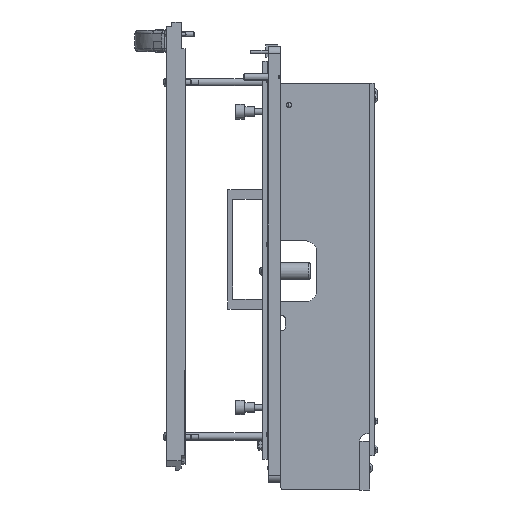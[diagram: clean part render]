
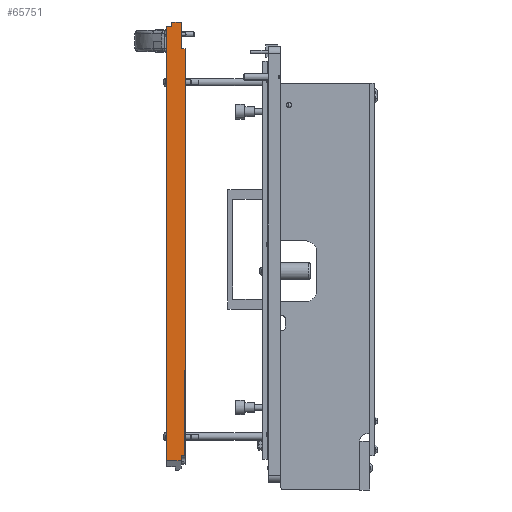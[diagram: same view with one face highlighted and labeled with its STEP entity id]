
A CAD part, left-side view. The second image highlights one B-rep face of the part: STEP entity #65751.
In plain terms, the highlighted face is planar.
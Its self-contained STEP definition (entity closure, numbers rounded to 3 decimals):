
#893 = DIRECTION ( 'NONE',  ( 0., -1., 0. ) ) ;
#1607 = DIRECTION ( 'NONE',  ( 0., 0., 1. ) ) ;
#2989 = VECTOR ( 'NONE', #40597, 1000. ) ;
#3726 = ORIENTED_EDGE ( 'NONE', *, *, #12344, .F. ) ;
#4233 = CARTESIAN_POINT ( 'NONE',  ( 303., 7.5, -179.55 ) ) ;
#4636 = CARTESIAN_POINT ( 'NONE',  ( 303., -4.3, 171.55 ) ) ;
#5177 = LINE ( 'NONE', #14390, #21131 ) ;
#5754 = LINE ( 'NONE', #4233, #75930 ) ;
#8103 = CARTESIAN_POINT ( 'NONE',  ( 303., 7.5, 175.55 ) ) ;
#9995 = EDGE_CURVE ( 'NONE', #95660, #100302, #5754, .T. ) ;
#10876 = EDGE_CURVE ( 'NONE', #95660, #87633, #58473, .T. ) ;
#11979 = CARTESIAN_POINT ( 'NONE',  ( 303., -7.5, 101.55 ) ) ;
#12344 = EDGE_CURVE ( 'NONE', #41884, #68788, #13577, .T. ) ;
#13265 = LINE ( 'NONE', #85280, #89496 ) ;
#13577 = LINE ( 'NONE', #49667, #34427 ) ;
#14390 = CARTESIAN_POINT ( 'NONE',  ( 303., -7.4, 101.55 ) ) ;
#14533 = LINE ( 'NONE', #35685, #73688 ) ;
#14570 = DIRECTION ( 'NONE',  ( 0., -1., 0. ) ) ;
#15073 = ORIENTED_EDGE ( 'NONE', *, *, #55618, .F. ) ;
#17236 = ORIENTED_EDGE ( 'NONE', *, *, #10876, .T. ) ;
#17843 = DIRECTION ( 'NONE',  ( -1., 0., 0. ) ) ;
#18660 = DIRECTION ( 'NONE',  ( 0., 0., 1. ) ) ;
#18915 = ORIENTED_EDGE ( 'NONE', *, *, #97067, .T. ) ;
#19175 = ORIENTED_EDGE ( 'NONE', *, *, #88135, .T. ) ;
#19545 = DIRECTION ( 'NONE',  ( 0., 0., -1. ) ) ;
#20636 = CARTESIAN_POINT ( 'NONE',  ( 303., -4.3, 171.55 ) ) ;
#21131 = VECTOR ( 'NONE', #893, 1000. ) ;
#23403 = EDGE_CURVE ( 'NONE', #99741, #41796, #46004, .T. ) ;
#24974 = CARTESIAN_POINT ( 'NONE',  ( 303., 7.5, 183.55 ) ) ;
#25989 = ORIENTED_EDGE ( 'NONE', *, *, #34440, .T. ) ;
#27420 = ORIENTED_EDGE ( 'NONE', *, *, #61479, .F. ) ;
#30958 = CARTESIAN_POINT ( 'NONE',  ( 303., 12.253, 171.55 ) ) ;
#32917 = CARTESIAN_POINT ( 'NONE',  ( 303., -7.4, 101.55 ) ) ;
#33205 = EDGE_CURVE ( 'NONE', #100302, #56166, #95267, .T. ) ;
#33261 = PLANE ( 'NONE',  #80546 ) ;
#34427 = VECTOR ( 'NONE', #18660, 1000. ) ;
#34440 = EDGE_CURVE ( 'NONE', #63576, #68788, #83704, .T. ) ;
#35685 = CARTESIAN_POINT ( 'NONE',  ( 303., -7.5, 183.55 ) ) ;
#40218 = LINE ( 'NONE', #4636, #100500 ) ;
#40597 = DIRECTION ( 'NONE',  ( 0., 0., -1. ) ) ;
#40936 = CARTESIAN_POINT ( 'NONE',  ( 303., 3.2, -183.55 ) ) ;
#41796 = VERTEX_POINT ( 'NONE', #86941 ) ;
#41884 = VERTEX_POINT ( 'NONE', #32917 ) ;
#44645 = FACE_OUTER_BOUND ( 'NONE', #69120, .T. ) ;
#46004 = LINE ( 'NONE', #95672, #66997 ) ;
#47155 = ORIENTED_EDGE ( 'NONE', *, *, #9995, .F. ) ;
#47601 = DIRECTION ( 'NONE',  ( 0., 0., 1. ) ) ;
#49667 = CARTESIAN_POINT ( 'NONE',  ( 303., -7.4, 183.55 ) ) ;
#51012 = ORIENTED_EDGE ( 'NONE', *, *, #23403, .F. ) ;
#52580 = ORIENTED_EDGE ( 'NONE', *, *, #62998, .T. ) ;
#53471 = VECTOR ( 'NONE', #1607, 1000. ) ;
#54505 = CARTESIAN_POINT ( 'NONE',  ( 303., -4.3, -183.55 ) ) ;
#55618 = EDGE_CURVE ( 'NONE', #41796, #72415, #86672, .T. ) ;
#56166 = VERTEX_POINT ( 'NONE', #90566 ) ;
#58473 = LINE ( 'NONE', #24974, #53471 ) ;
#58758 = VERTEX_POINT ( 'NONE', #11979 ) ;
#59214 = ORIENTED_EDGE ( 'NONE', *, *, #33205, .F. ) ;
#60157 = DIRECTION ( 'NONE',  ( 0., -1., 0. ) ) ;
#60620 = VECTOR ( 'NONE', #85358, 1000. ) ;
#61017 = DIRECTION ( 'NONE',  ( 0., 1., 0. ) ) ;
#61479 = EDGE_CURVE ( 'NONE', #63576, #82010, #40218, .T. ) ;
#62932 = VECTOR ( 'NONE', #14570, 1000. ) ;
#62998 = EDGE_CURVE ( 'NONE', #41884, #58758, #5177, .T. ) ;
#63576 = VERTEX_POINT ( 'NONE', #20636 ) ;
#65043 = CARTESIAN_POINT ( 'NONE',  ( 303., 7.5, 183.55 ) ) ;
#65751 = ADVANCED_FACE ( 'NONE', ( #44645 ), #33261, .F. ) ;
#66997 = VECTOR ( 'NONE', #47601, 1000. ) ;
#68788 = VERTEX_POINT ( 'NONE', #74692 ) ;
#69120 = EDGE_LOOP ( 'NONE', ( #3726, #52580, #98093, #15073, #51012, #19175, #59214, #47155, #17236, #18915, #27420, #25989 ) ) ;
#71665 = LINE ( 'NONE', #77877, #60620 ) ;
#72415 = VERTEX_POINT ( 'NONE', #87686 ) ;
#72514 = CARTESIAN_POINT ( 'NONE',  ( 303., -4.3, 175.55 ) ) ;
#73262 = VECTOR ( 'NONE', #60157, 1000. ) ;
#73688 = VECTOR ( 'NONE', #19545, 1000. ) ;
#74692 = CARTESIAN_POINT ( 'NONE',  ( 303., -7.4, 171.55 ) ) ;
#75930 = VECTOR ( 'NONE', #89891, 1000. ) ;
#77877 = CARTESIAN_POINT ( 'NONE',  ( 303., 7.5, 175.55 ) ) ;
#80546 = AXIS2_PLACEMENT_3D ( 'NONE', #65043, #17843, #88659 ) ;
#82010 = VERTEX_POINT ( 'NONE', #72514 ) ;
#83704 = LINE ( 'NONE', #30958, #62932 ) ;
#85280 = CARTESIAN_POINT ( 'NONE',  ( 303., -7.5, -183.55 ) ) ;
#85358 = DIRECTION ( 'NONE',  ( 0., -1., 0. ) ) ;
#86672 = LINE ( 'NONE', #91354, #73262 ) ;
#86941 = CARTESIAN_POINT ( 'NONE',  ( 303., -4.3, -161.55 ) ) ;
#87633 = VERTEX_POINT ( 'NONE', #8103 ) ;
#87686 = CARTESIAN_POINT ( 'NONE',  ( 303., -7.5, -161.55 ) ) ;
#88135 = EDGE_CURVE ( 'NONE', #99741, #56166, #13265, .T. ) ;
#88659 = DIRECTION ( 'NONE',  ( 0., 0., 1. ) ) ;
#89467 = CARTESIAN_POINT ( 'NONE',  ( 303., 7.5, -179.55 ) ) ;
#89496 = VECTOR ( 'NONE', #61017, 1000. ) ;
#89891 = DIRECTION ( 'NONE',  ( 0., -1., 0. ) ) ;
#90566 = CARTESIAN_POINT ( 'NONE',  ( 303., 3.2, -183.55 ) ) ;
#91354 = CARTESIAN_POINT ( 'NONE',  ( 303., -7.5, -161.55 ) ) ;
#93149 = CARTESIAN_POINT ( 'NONE',  ( 303., 3.2, -179.55 ) ) ;
#95267 = LINE ( 'NONE', #40936, #2989 ) ;
#95660 = VERTEX_POINT ( 'NONE', #89467 ) ;
#95672 = CARTESIAN_POINT ( 'NONE',  ( 303., -4.3, -183.55 ) ) ;
#97067 = EDGE_CURVE ( 'NONE', #87633, #82010, #71665, .T. ) ;
#98093 = ORIENTED_EDGE ( 'NONE', *, *, #100804, .T. ) ;
#99194 = DIRECTION ( 'NONE',  ( 0., 0., 1. ) ) ;
#99741 = VERTEX_POINT ( 'NONE', #54505 ) ;
#100302 = VERTEX_POINT ( 'NONE', #93149 ) ;
#100500 = VECTOR ( 'NONE', #99194, 1000. ) ;
#100804 = EDGE_CURVE ( 'NONE', #58758, #72415, #14533, .T. ) ;
